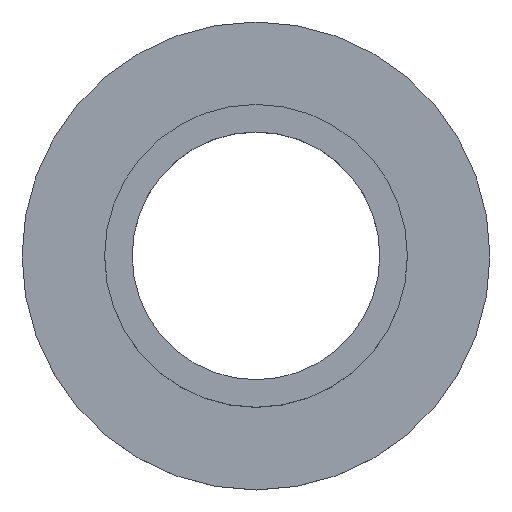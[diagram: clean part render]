
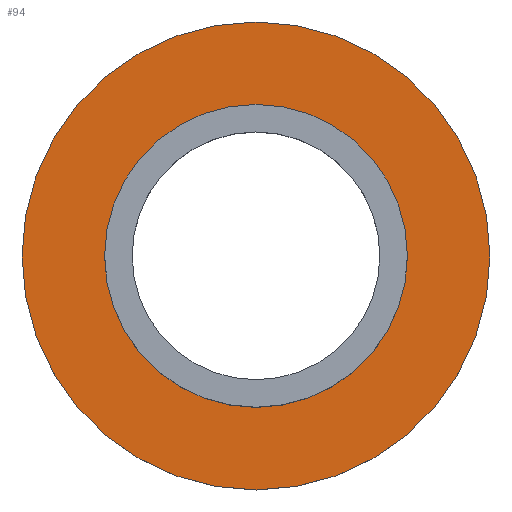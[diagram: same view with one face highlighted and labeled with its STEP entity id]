
A CAD part, top view. The second image highlights one B-rep face of the part: STEP entity #94.
In plain terms, the highlighted planar face has unit normal (0, 0, 1).
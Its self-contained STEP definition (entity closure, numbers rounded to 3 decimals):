
#17=FACE_BOUND('',#35,.T.);
#20=PLANE('',#127);
#26=FACE_OUTER_BOUND('',#34,.T.);
#34=EDGE_LOOP('',(#84));
#35=EDGE_LOOP('',(#85));
#46=CIRCLE('',#121,5.5);
#47=CIRCLE('',#124,8.5);
#53=VERTEX_POINT('',#171);
#54=VERTEX_POINT('',#176);
#62=EDGE_CURVE('',#53,#53,#46,.T.);
#63=EDGE_CURVE('',#54,#54,#47,.T.);
#84=ORIENTED_EDGE('',*,*,#63,.T.);
#85=ORIENTED_EDGE('',*,*,#62,.T.);
#94=ADVANCED_FACE('',(#26,#17),#20,.T.);
#121=AXIS2_PLACEMENT_3D('',#173,#144,#145);
#124=AXIS2_PLACEMENT_3D('',#177,#150,#151);
#127=AXIS2_PLACEMENT_3D('',#182,#157,#158);
#144=DIRECTION('center_axis',(0.,0.,-1.));
#145=DIRECTION('ref_axis',(-1.,0.,0.));
#150=DIRECTION('center_axis',(0.,0.,1.));
#151=DIRECTION('ref_axis',(-1.,0.,0.));
#157=DIRECTION('center_axis',(0.,0.,1.));
#158=DIRECTION('ref_axis',(1.,0.,0.));
#171=CARTESIAN_POINT('',(5.5,0.,1.));
#173=CARTESIAN_POINT('Origin',(0.,0.,1.));
#176=CARTESIAN_POINT('',(8.5,0.,1.));
#177=CARTESIAN_POINT('Origin',(0.,0.,1.));
#182=CARTESIAN_POINT('Origin',(0.,0.,
1.));
